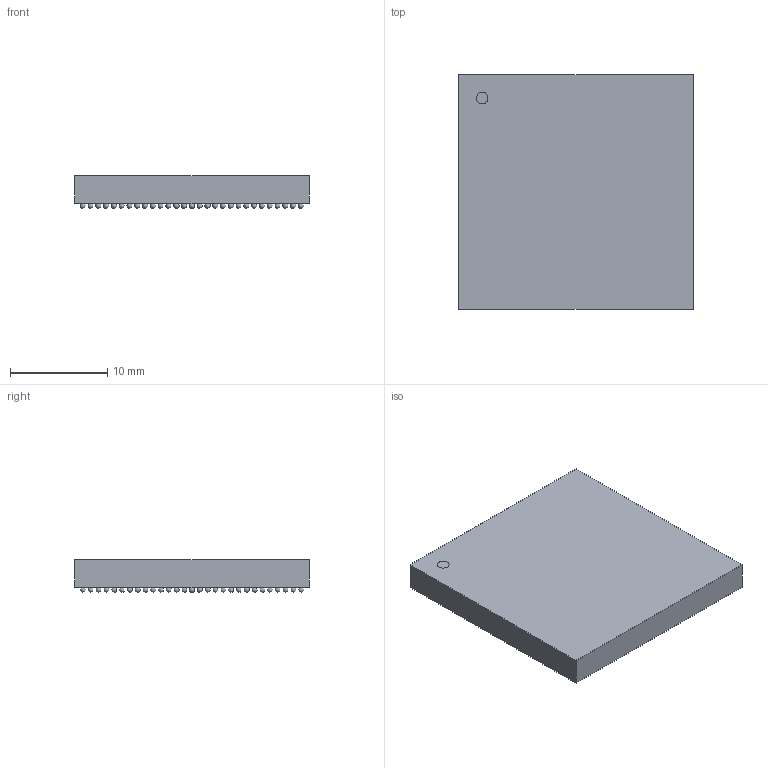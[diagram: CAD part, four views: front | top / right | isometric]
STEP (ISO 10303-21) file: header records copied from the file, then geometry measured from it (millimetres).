
FILE_DESCRIPTION(('STEP AP214'),'1');
FILE_NAME('CYP841','2021-12-12T08:52:50',(''),(''),'','','');
FILE_SCHEMA(('AUTOMOTIVE_DESIGN'));
Length unit declared in the file: millimetre
Products named in the file (1): product
Bounding box: 24.1 x 24.1 x 3.39 mm (x, y, z)
Volume: 1723.3 mm3; surface area: 2237 mm2
Topology: 843 solids, 843 shells, 850 faces, 2538 edges, 1692 vertices
Faces by surface type: sphere 841, plane 8, cylinder 1
Full cylindrical faces by diameter (mm): 1.205 x1
Entity records: 7825 total; most frequent: DIRECTION 1720, CARTESIAN_POINT 864, AXIS2_PLACEMENT_3D 854, STYLED_ITEM 850, ADVANCED_FACE 850, MANIFOLD_SOLID_BREP 843, CLOSED_SHELL 843, SPHERICAL_SURFACE 841
